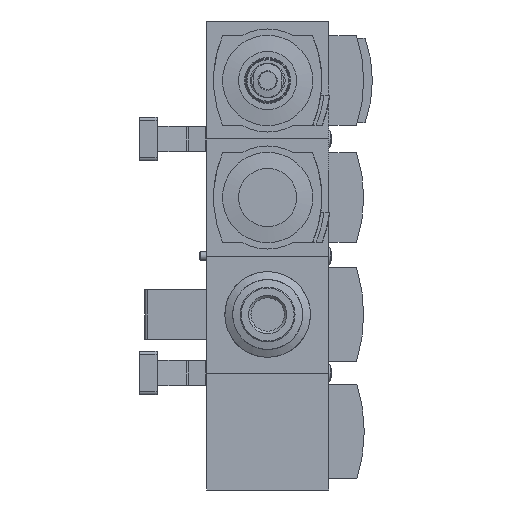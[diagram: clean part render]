
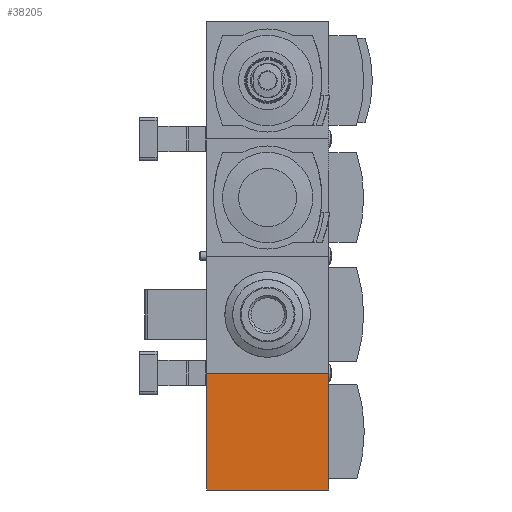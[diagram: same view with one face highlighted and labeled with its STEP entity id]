
A CAD part, front view. The second image highlights one B-rep face of the part: STEP entity #38205.
In plain terms, the highlighted planar face has unit normal (0, -1, 0).
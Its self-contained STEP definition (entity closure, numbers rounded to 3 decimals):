
#1235=PLANE('',#40650);
#3760=LINE('',#56244,#6691);
#3866=LINE('',#56466,#6797);
#3881=LINE('',#56504,#6812);
#3922=LINE('',#56612,#6853);
#6691=VECTOR('',#47289,1000.);
#6797=VECTOR('',#47461,1000.);
#6812=VECTOR('',#47490,1000.);
#6853=VECTOR('',#47573,1000.);
#14749=ORIENTED_EDGE('',*,*,#18860,.F.);
#14750=ORIENTED_EDGE('',*,*,#18974,.F.);
#14751=ORIENTED_EDGE('',*,*,#19048,.F.);
#14752=ORIENTED_EDGE('',*,*,#18994,.F.);
#18860=EDGE_CURVE('',#21814,#21815,#3760,.T.);
#18974=EDGE_CURVE('',#21897,#21814,#3866,.T.);
#18994=EDGE_CURVE('',#21815,#21914,#3881,.T.);
#19048=EDGE_CURVE('',#21914,#21897,#3922,.T.);
#21814=VERTEX_POINT('',#56243);
#21815=VERTEX_POINT('',#56245);
#21897=VERTEX_POINT('',#56465);
#21914=VERTEX_POINT('',#56505);
#24623=EDGE_LOOP('',(#14749,#14750,#14751,#14752));
#26359=FACE_BOUND('',#24623,.T.);
#38205=ADVANCED_FACE('',(#26359),#1235,.F.);
#40650=AXIS2_PLACEMENT_3D('',#57194,#48070,#48071);
#47289=DIRECTION('',(0.,0.,1.));
#47461=DIRECTION('',(-1.,0.,0.));
#47490=DIRECTION('',(1.,0.,0.));
#47573=DIRECTION('',(0.,0.,-1.));
#48070=DIRECTION('',(0.,1.,0.));
#48071=DIRECTION('',(0.,0.,1.));
#56243=CARTESIAN_POINT('',(-21.,-31.5,-20.1));
#56244=CARTESIAN_POINT('',(-21.,-31.5,-20.1));
#56245=CARTESIAN_POINT('',(-21.,-31.5,20.1));
#56465=CARTESIAN_POINT('',(21.,-31.5,-20.1));
#56466=CARTESIAN_POINT('',(21.,-31.5,-20.1));
#56504=CARTESIAN_POINT('',(-21.,-31.5,20.1));
#56505=CARTESIAN_POINT('',(21.,-31.5,20.1));
#56612=CARTESIAN_POINT('',(21.,-31.5,20.1));
#57194=CARTESIAN_POINT('',(0.,-31.5,0.));
